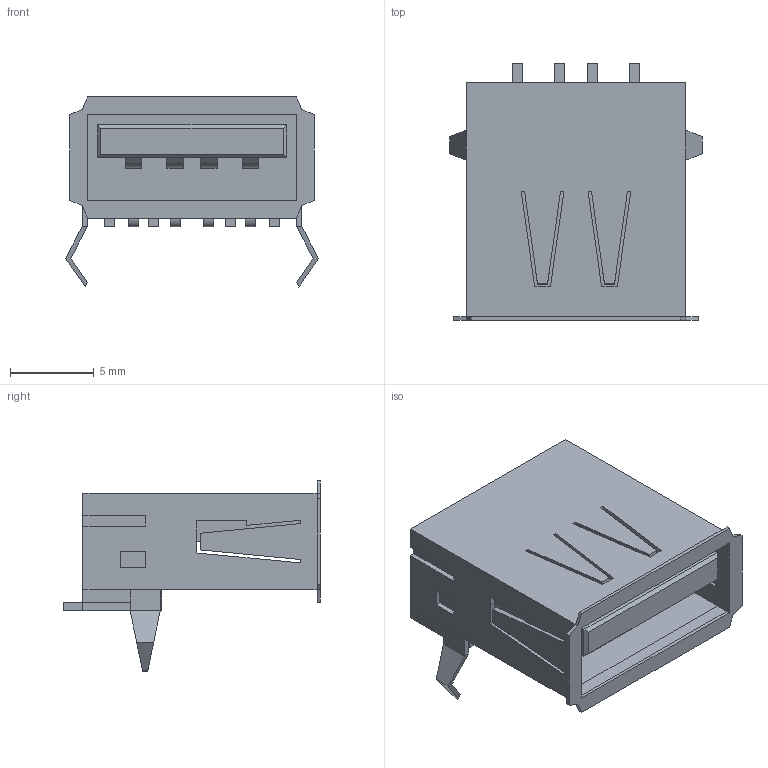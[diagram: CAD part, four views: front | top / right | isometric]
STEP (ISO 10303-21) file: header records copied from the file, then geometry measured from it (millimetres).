
FILE_DESCRIPTION(('FreeCAD Model'),'2;1');
FILE_NAME('Open CASCADE Shape Model','2022-02-15T00:11:57',( 'kicad StepUp'),('ksu MCAD'),'Open CASCADE STEP processor 7.5', 'FreeCAD','Unknown');
FILE_SCHEMA(('AUTOMOTIVE_DESIGN { 1 0 10303 214 1 1 1 1 }'));
Length unit declared in the file: millimetre
Products named in the file (1): USB_A_TE_292303-7_Horizontal
Bounding box: 15.13 x 15.36 x 11.37 mm (x, y, z)
Volume: 773.8 mm3; surface area: 1422.5 mm2
Topology: 4 solids, 4 shells, 208 faces, 541 edges, 346 vertices
Faces by surface type: plane 200, cylinder 8
Entity records: 7707 total; most frequent: CARTESIAN_POINT 1096, ORIENTED_EDGE 1082, DIRECTION 975, EDGE_CURVE 541, LINE 525, VECTOR 525, VERTEX_POINT 346, AXIS2_PLACEMENT_3D 225
